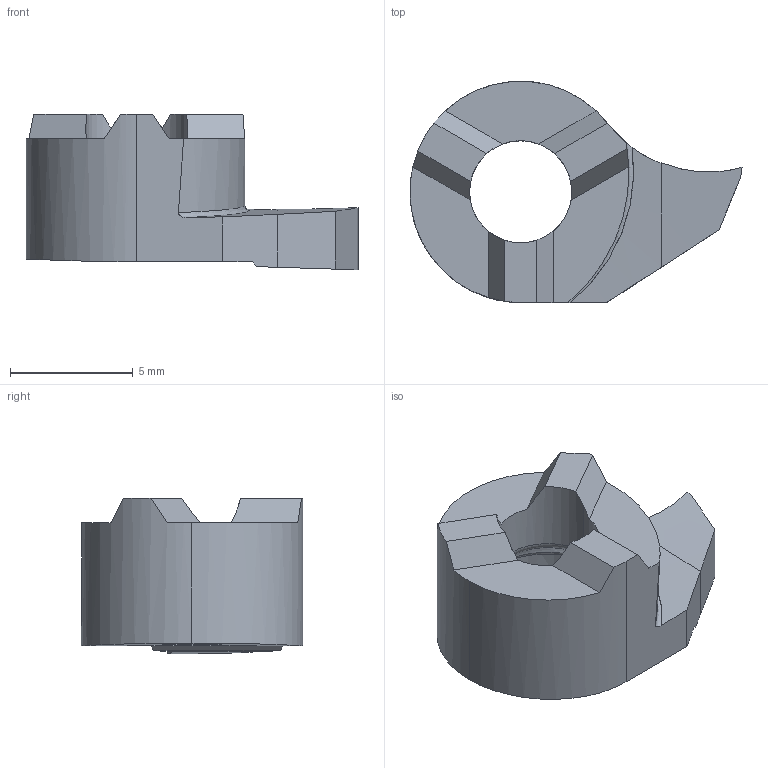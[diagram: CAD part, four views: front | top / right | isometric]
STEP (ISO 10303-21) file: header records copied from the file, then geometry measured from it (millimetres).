
FILE_DESCRIPTION(/* description */ (''),/* implementation_level */ '2;1');
FILE_NAME(/* name */ '1639127234915.stp',/* time_stamp */ '2021-12-10T14:37:26+05:00',/* author */ (''),/* organization */ ('SMS'),/* preprocessor_version */ 'ST-DEVELOPER v16.7',/* originating_system */ 'SIEMENS PLM Software NX 12.0',/* authorisation */ '');
FILE_SCHEMA (('AUTOMOTIVE_DESIGN { 1 0 10303 214 3 1 1 1 }'));
Length unit declared in the file: millimetre
Products named in the file (1): 203814244mod000_00
Bounding box: 13.5 x 9 x 6.33 mm (x, y, z)
Volume: 266.3 mm3; surface area: 408.9 mm2
Topology: 2 solids, 2 shells, 52 faces, 142 edges, 95 vertices
Faces by surface type: plane 29, bspline 8, cylinder 7, torus 4, cone 4
Entity records: 1865 total; most frequent: CARTESIAN_POINT 596, ORIENTED_EDGE 282, DIRECTION 221, EDGE_CURVE 141, VERTEX_POINT 91, AXIS2_PLACEMENT_3D 80, LINE 61, VECTOR 61
